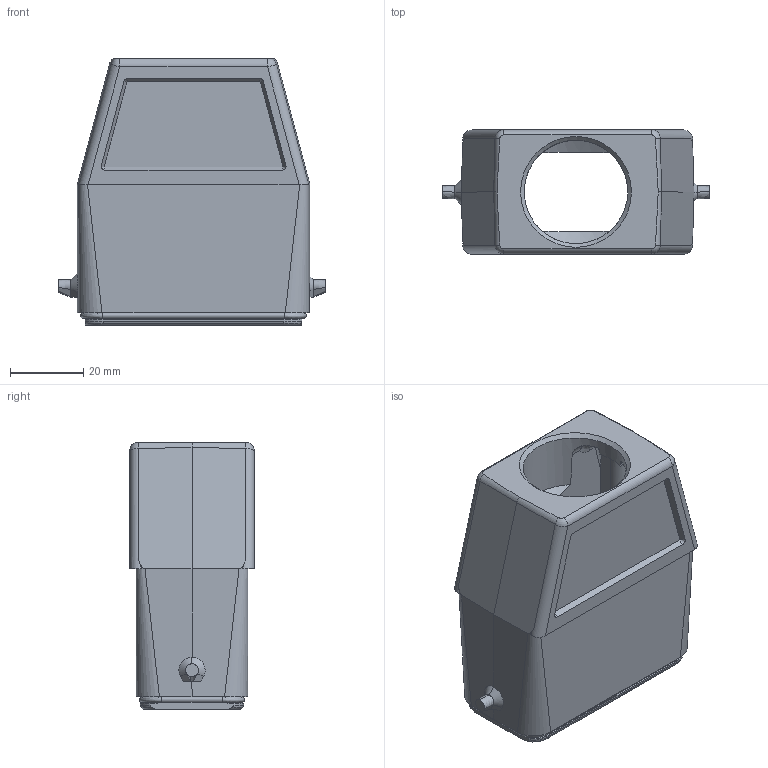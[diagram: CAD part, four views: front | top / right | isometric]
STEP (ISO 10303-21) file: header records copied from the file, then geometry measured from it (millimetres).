
FILE_DESCRIPTION(/* description */ (''),/* implementation_level */ '2;1');
FILE_NAME(/* name */ '100768605ugm000_a.stp',/* time_stamp */ '2018-05-22T11:25:22+02:00',/* author */ (''),/* organization */ (''),/* preprocessor_version */ 'ST-DEVELOPER v16.7',/* originating_system */ 'SIEMENS PLM Software NX 12.0',/* authorisation */ '');
FILE_SCHEMA (('AUTOMOTIVE_DESIGN { 1 0 10303 214 3 1 1 1 }'));
Length unit declared in the file: millimetre
Products named in the file (1): 100768605ugm000_a
Bounding box: 73.19 x 34 x 72.95 mm (x, y, z)
Volume: 52382.1 mm3; surface area: 26831 mm2
Topology: 1 solids, 1 shells, 352 faces, 924 edges, 591 vertices
Faces by surface type: plane 195, cylinder 74, bspline 64, cone 15, sphere 4
Full cylindrical faces by diameter (mm): 1.52 x1, 1.68 x1, 28.3 x1
Entity records: 15249 total; most frequent: CARTESIAN_POINT 4630, ORIENTED_EDGE 1804, DIRECTION 1474, EDGE_CURVE 902, VERTEX_POINT 582, LINE 564, VECTOR 564, AXIS2_PLACEMENT_3D 455
